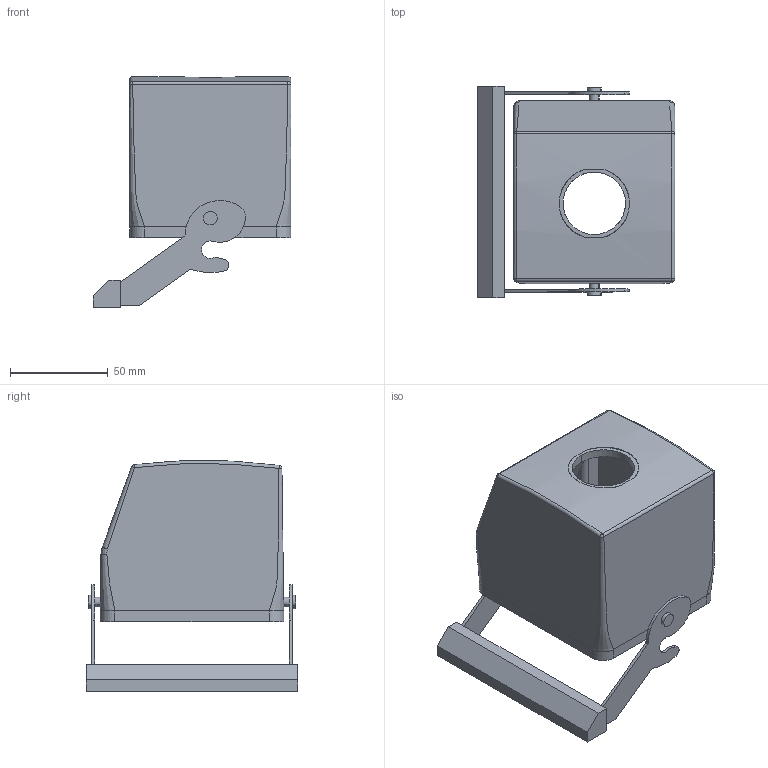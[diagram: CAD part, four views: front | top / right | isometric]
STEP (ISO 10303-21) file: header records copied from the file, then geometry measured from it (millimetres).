
FILE_DESCRIPTION(('CATIA V5 STEP Exchange','CAx-IF Rec.Pracs.--- Model Styling and Organization---1.4--- 2014-01-23'),'2;1');
FILE_NAME ('021672-1_2', '2019-10-26T09:05:56+00:00', ('none'), ('Weidmueller'), 'CATIA Version 5-6 Release 2016 SP3 HF44', 'CATIA V5 STEP AP214', 'none');
FILE_SCHEMA(('AUTOMOTIVE_DESIGN { 1 0 10303 214 1 1 1 1 }'));
Length unit declared in the file: millimetre
Products named in the file (1): 1788500000
Bounding box: 101.25 x 108.5 x 118.3 mm (x, y, z)
Volume: 161294.2 mm3; surface area: 79850 mm2
Topology: 2 solids, 6 shells, 172 faces, 424 edges, 280 vertices
Faces by surface type: plane 85, cylinder 73, bspline 12, torus 2
Entity records: 6606 total; most frequent: CARTESIAN_POINT 2757, ORIENTED_EDGE 848, DIRECTION 618, EDGE_CURVE 424, VERTEX_POINT 280, AXIS2_PLACEMENT_3D 256, VECTOR 238, LINE 238
